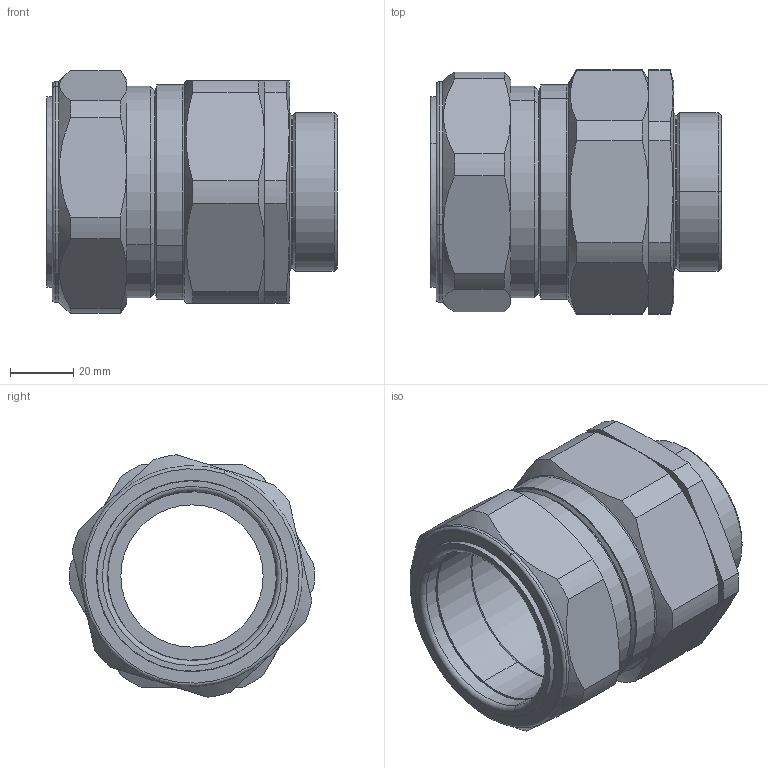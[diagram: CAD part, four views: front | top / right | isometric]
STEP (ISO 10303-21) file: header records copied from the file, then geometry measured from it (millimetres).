
FILE_DESCRIPTION (( 'STEP AP203' ), '1' );
FILE_NAME ('50C2K1RA.STEP', '2021-03-29T13:03:45', ( '' ), ( '' ), 'SwSTEP 2.0', 'SolidWorks 2017', '' );
FILE_SCHEMA (( 'CONFIG_CONTROL_DESIGN' ));
Length unit declared in the file: millimetre
Products named in the file (1): 50C2K1RA
Bounding box: 91.5 x 77.07 x 76.46 mm (x, y, z)
Volume: 144285.5 mm3; surface area: 41350.1 mm2
Topology: 1 solids, 1 shells, 121 faces, 282 edges, 170 vertices
Faces by surface type: plane 39, cone 36, cylinder 36, torus 10
Entity records: 3803 total; most frequent: CARTESIAN_POINT 950, DIRECTION 616, ORIENTED_EDGE 564, EDGE_CURVE 282, AXIS2_PLACEMENT_3D 260, VERTEX_POINT 170, CIRCLE 138, EDGE_LOOP 130
